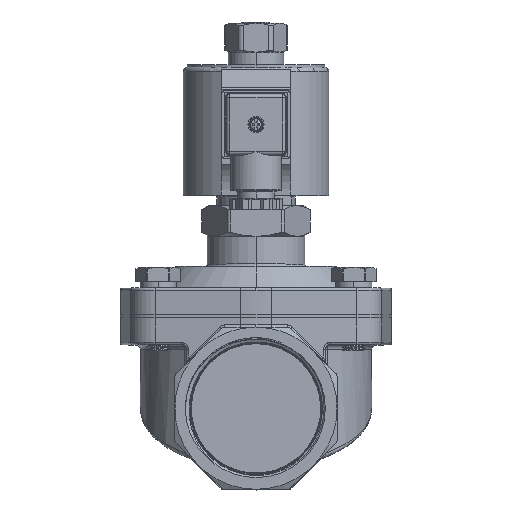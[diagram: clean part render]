
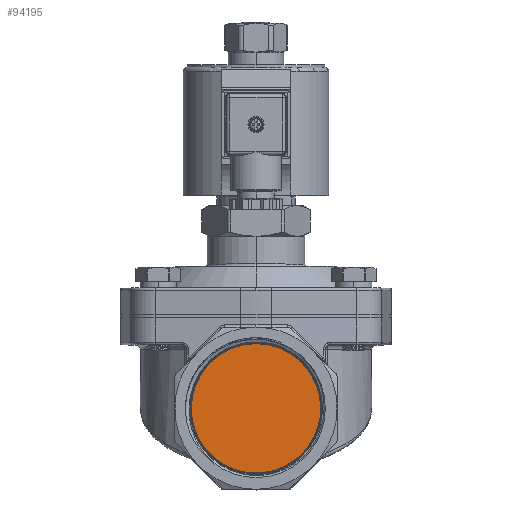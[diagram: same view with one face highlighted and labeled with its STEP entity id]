
A CAD part, top view. The second image highlights one B-rep face of the part: STEP entity #94195.
In plain terms, the highlighted planar face has unit normal (0, 0, 1).
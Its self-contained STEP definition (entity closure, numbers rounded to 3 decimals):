
#550 = ORIENTED_EDGE ( 'NONE', *, *, #84953, .T. ) ;
#4490 = DIRECTION ( 'NONE',  ( 1., 0., 0. ) ) ;
#6067 = CARTESIAN_POINT ( 'NONE',  ( 24.468, 21.578, 58.5 ) ) ;
#8765 = VERTEX_POINT ( 'NONE', #64591 ) ;
#13502 = EDGE_CURVE ( 'NONE', #134828, #93933, #81908, .T. ) ;
#17045 = CARTESIAN_POINT ( 'NONE',  ( 23.345, 19.661, 58.5 ) ) ;
#26053 = B_SPLINE_CURVE_WITH_KNOTS ( 'NONE', 3,
 ( #137397, #6067, #82776, #17045 ),
 .UNSPECIFIED., .F., .F.,
 ( 4, 4 ),
 ( 0., 0.003 ),
 .UNSPECIFIED. ) ;
#26448 = ORIENTED_EDGE ( 'NONE', *, *, #134892, .T. ) ;
#31978 = ORIENTED_EDGE ( 'NONE', *, *, #132351, .T. ) ;
#34158 = DIRECTION ( 'NONE',  ( 0., 0., 1. ) ) ;
#34272 = LINE ( 'NONE', #98739, #60088 ) ;
#35822 = CARTESIAN_POINT ( 'NONE',  ( 0., 35., 58.5 ) ) ;
#39248 = B_SPLINE_CURVE_WITH_KNOTS ( 'NONE', 3,
 ( #45847, #122579, #133581, #67921 ),
 .UNSPECIFIED., .F., .F.,
 ( 4, 4 ),
 ( 0., 0.003 ),
 .UNSPECIFIED. ) ;
#40123 = VERTEX_POINT ( 'NONE', #127303 ) ;
#43372 = CARTESIAN_POINT ( 'NONE',  ( 0., 35., 58.5 ) ) ;
#45847 = CARTESIAN_POINT ( 'NONE',  ( 23.286, 19.7, 58.5 ) ) ;
#46409 = PLANE ( 'NONE',  #84384 ) ;
#46887 = DIRECTION ( 'NONE',  ( 1., 0., 0. ) ) ;
#54261 = ORIENTED_EDGE ( 'NONE', *, *, #121476, .T. ) ;
#54452 = DIRECTION ( 'NONE',  ( 1., 0., 0. ) ) ;
#60088 = VECTOR ( 'NONE', #66140, 1000. ) ;
#64591 = CARTESIAN_POINT ( 'NONE',  ( 23.345, 19.661, 58.5 ) ) ;
#66140 = DIRECTION ( 'NONE',  ( 0.836, -0.549, 0. ) ) ;
#67921 = CARTESIAN_POINT ( 'NONE',  ( 24.943, 22.584, 58.5 ) ) ;
#68537 = EDGE_LOOP ( 'NONE', ( #129658, #26448, #54261, #31978, #96747, #550 ) ) ;
#70150 = DIRECTION ( 'NONE',  ( 0., 0., 1. ) ) ;
#72874 = CIRCLE ( 'NONE', #115449, 27.934 ) ;
#80279 = AXIS2_PLACEMENT_3D ( 'NONE', #135780, #70150, #4490 ) ;
#81908 = CIRCLE ( 'NONE', #80279, 27.934 ) ;
#82776 = CARTESIAN_POINT ( 'NONE',  ( 23.936, 20.604, 58.5 ) ) ;
#84384 = AXIS2_PLACEMENT_3D ( 'NONE', #35822, #112584, #46887 ) ;
#84953 = EDGE_CURVE ( 'NONE', #93933, #8765, #72874, .T. ) ;
#93933 = VERTEX_POINT ( 'NONE', #107843 ) ;
#94195 = ADVANCED_FACE ( 'NONE', ( #104184 ), #46409, .T. ) ;
#96747 = ORIENTED_EDGE ( 'NONE', *, *, #13502, .T. ) ;
#98739 = CARTESIAN_POINT ( 'NONE',  ( 0., 35., 58.5 ) ) ;
#99608 = VERTEX_POINT ( 'NONE', #134612 ) ;
#99868 = CARTESIAN_POINT ( 'NONE',  ( 0., 35., 58.5 ) ) ;
#104184 = FACE_OUTER_BOUND ( 'NONE', #68537, .T. ) ;
#107843 = CARTESIAN_POINT ( 'NONE',  ( -27.934, 35., 58.5 ) ) ;
#110922 = DIRECTION ( 'NONE',  ( 1., 0., 0. ) ) ;
#112584 = DIRECTION ( 'NONE',  ( 0., 0., 1. ) ) ;
#115449 = AXIS2_PLACEMENT_3D ( 'NONE', #43372, #120130, #54452 ) ;
#119311 = AXIS2_PLACEMENT_3D ( 'NONE', #99868, #34158, #110922 ) ;
#120130 = DIRECTION ( 'NONE',  ( 0., 0., 1. ) ) ;
#121476 = EDGE_CURVE ( 'NONE', #99608, #8765, #26053, .T. ) ;
#122579 = CARTESIAN_POINT ( 'NONE',  ( 23.895, 20.628, 58.5 ) ) ;
#125363 = CIRCLE ( 'NONE', #119311, 27.934 ) ;
#127303 = CARTESIAN_POINT ( 'NONE',  ( 23.286, 19.7, 58.5 ) ) ;
#129658 = ORIENTED_EDGE ( 'NONE', *, *, #132825, .F. ) ;
#132351 = EDGE_CURVE ( 'NONE', #8765, #134828, #125363, .T. ) ;
#132825 = EDGE_CURVE ( 'NONE', #40123, #8765, #34272, .T. ) ;
#133581 = CARTESIAN_POINT ( 'NONE',  ( 24.448, 21.591, 58.5 ) ) ;
#134612 = CARTESIAN_POINT ( 'NONE',  ( 24.943, 22.584, 58.5 ) ) ;
#134828 = VERTEX_POINT ( 'NONE', #141720 ) ;
#134892 = EDGE_CURVE ( 'NONE', #40123, #99608, #39248, .T. ) ;
#135780 = CARTESIAN_POINT ( 'NONE',  ( 0., 35., 58.5 ) ) ;
#137397 = CARTESIAN_POINT ( 'NONE',  ( 24.943, 22.584, 58.5 ) ) ;
#141720 = CARTESIAN_POINT ( 'NONE',  ( 27.934, 35., 58.5 ) ) ;
